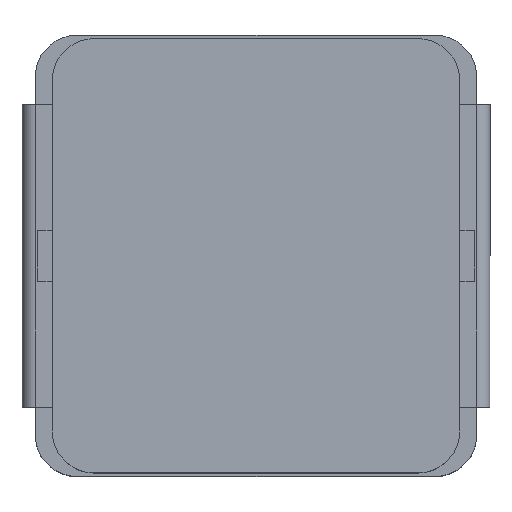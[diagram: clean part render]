
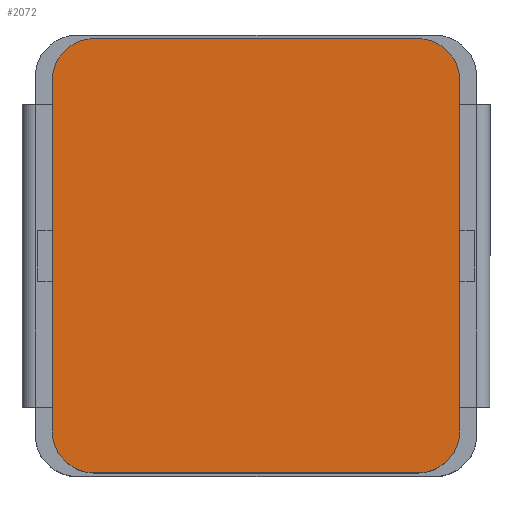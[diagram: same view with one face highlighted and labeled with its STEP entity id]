
A CAD part, top view. The second image highlights one B-rep face of the part: STEP entity #2072.
In plain terms, the highlighted planar face has unit normal (0, 0, 1).
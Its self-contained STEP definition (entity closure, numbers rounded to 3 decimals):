
#1862=CARTESIAN_POINT('',(-2.446,3.285,2.883));
#1863=VERTEX_POINT('',#1862);
#1871=CARTESIAN_POINT('',(-3.081,2.65,2.883));
#1872=VERTEX_POINT('',#1871);
#1879=CARTESIAN_POINT('',(-2.446,2.65,2.883));
#1880=DIRECTION('',(0.0,0.0,-1.0));
#1881=DIRECTION('',(0.0,-1.0,0.0));
#1882=AXIS2_PLACEMENT_3D('',#1879,#1880,#1881);
#1883=CIRCLE('',#1882,0.635);
#1884=EDGE_CURVE('',#1872,#1863,#1883,.T.);
#1895=CARTESIAN_POINT('',(-3.081,-2.649,2.883));
#1896=VERTEX_POINT('',#1895);
#1903=CARTESIAN_POINT('',(-3.081,-2.649,2.883));
#1904=DIRECTION('',(0.0,1.0,0.0));
#1905=VECTOR('',#1904,5.298);
#1906=LINE('',#1903,#1905);
#1907=EDGE_CURVE('',#1896,#1872,#1906,.T.);
#1920=CARTESIAN_POINT('',(-2.446,-3.284,2.883));
#1921=VERTEX_POINT('',#1920);
#1928=CARTESIAN_POINT('',(-2.446,-2.649,2.883));
#1929=DIRECTION('',(0.0,0.0,-1.0));
#1930=DIRECTION('',(0.0,-1.0,0.0));
#1931=AXIS2_PLACEMENT_3D('',#1928,#1929,#1930);
#1932=CIRCLE('',#1931,0.635);
#1933=EDGE_CURVE('',#1921,#1896,#1932,.T.);
#1945=CARTESIAN_POINT('',(2.446,-3.284,2.883));
#1946=VERTEX_POINT('',#1945);
#1953=CARTESIAN_POINT('',(2.446,-3.284,2.883));
#1954=DIRECTION('',(-1.0,0.0,0.0));
#1955=VECTOR('',#1954,4.892);
#1956=LINE('',#1953,#1955);
#1957=EDGE_CURVE('',#1946,#1921,#1956,.T.);
#1969=CARTESIAN_POINT('',(3.081,-2.649,2.883));
#1970=VERTEX_POINT('',#1969);
#1977=CARTESIAN_POINT('',(2.446,-2.649,2.883));
#1978=DIRECTION('',(0.0,0.0,-1.0));
#1979=DIRECTION('',(0.0,-1.0,0.0));
#1980=AXIS2_PLACEMENT_3D('',#1977,#1978,#1979);
#1981=CIRCLE('',#1980,0.635);
#1982=EDGE_CURVE('',#1970,#1946,#1981,.T.);
#1993=CARTESIAN_POINT('',(3.081,2.65,2.883));
#1994=VERTEX_POINT('',#1993);
#2001=CARTESIAN_POINT('',(3.081,2.65,2.883));
#2002=DIRECTION('',(0.0,-1.0,0.0));
#2003=VECTOR('',#2002,5.298);
#2004=LINE('',#2001,#2003);
#2005=EDGE_CURVE('',#1994,#1970,#2004,.T.);
#2022=CARTESIAN_POINT('',(2.446,3.285,2.883));
#2023=VERTEX_POINT('',#2022);
#2030=CARTESIAN_POINT('',(2.446,2.65,2.883));
#2031=DIRECTION('',(0.0,0.0,-1.0));
#2032=DIRECTION('',(0.0,1.0,0.0));
#2033=AXIS2_PLACEMENT_3D('',#2030,#2031,#2032);
#2034=CIRCLE('',#2033,0.635);
#2035=EDGE_CURVE('',#2023,#1994,#2034,.T.);
#2048=CARTESIAN_POINT('',(-2.446,3.285,2.883));
#2049=DIRECTION('',(1.0,0.0,0.0));
#2050=VECTOR('',#2049,4.892);
#2051=LINE('',#2048,#2050);
#2052=EDGE_CURVE('',#1863,#2023,#2051,.T.);
#2057=CARTESIAN_POINT('',(-3.389,3.613,2.883));
#2058=DIRECTION('',(0.0,0.0,1.0));
#2059=DIRECTION('',(0.0,-1.0,0.0));
#2060=AXIS2_PLACEMENT_3D('',#2057,#2058,#2059);
#2061=PLANE('',#2060);
#2062=ORIENTED_EDGE('',*,*,#1884,.F.);
#2063=ORIENTED_EDGE('',*,*,#1907,.F.);
#2064=ORIENTED_EDGE('',*,*,#1933,.F.);
#2065=ORIENTED_EDGE('',*,*,#1957,.F.);
#2066=ORIENTED_EDGE('',*,*,#1982,.F.);
#2067=ORIENTED_EDGE('',*,*,#2005,.F.);
#2068=ORIENTED_EDGE('',*,*,#2035,.F.);
#2069=ORIENTED_EDGE('',*,*,#2052,.F.);
#2070=EDGE_LOOP('',(#2062,#2063,#2064,#2065,#2066,#2067,#2068,#2069));
#2071=FACE_OUTER_BOUND('',#2070,.T.);
#2072=ADVANCED_FACE('',(#2071),#2061,.T.);
